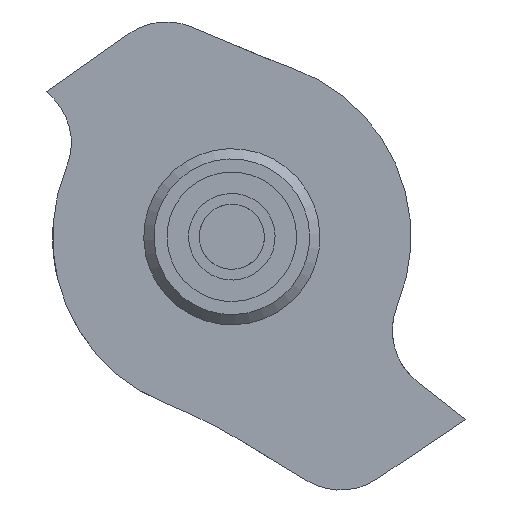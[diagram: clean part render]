
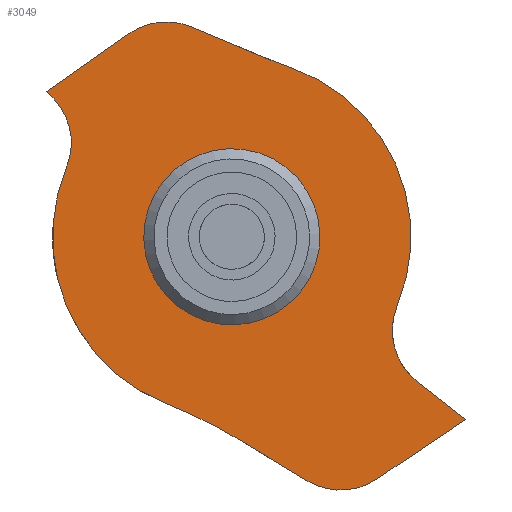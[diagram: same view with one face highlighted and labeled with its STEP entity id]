
A CAD part, left-side view. The second image highlights one B-rep face of the part: STEP entity #3049.
In plain terms, the highlighted planar face has unit normal (-1, 0, 0).
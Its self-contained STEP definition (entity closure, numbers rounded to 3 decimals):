
#179=PLANE('',#3331);
#234=FACE_BOUND('',#588,.T.);
#413=FACE_OUTER_BOUND('',#587,.T.);
#587=EDGE_LOOP('',(#2318,#2319,#2320,#2321,#2322,#2323,#2324,#2325,#2326,
#2327,#2328,#2329,#2330,#2331));
#588=EDGE_LOOP('',(#2332));
#751=CIRCLE('',#3330,63.5);
#752=CIRCLE('',#3332,6.35);
#753=CIRCLE('',#3333,6.35);
#754=CIRCLE('',#3334,17.5);
#755=CIRCLE('',#3335,6.35);
#756=CIRCLE('',#3336,6.35);
#757=CIRCLE('',#3337,17.5);
#758=CIRCLE('',#3338,50.8);
#759=CIRCLE('',#3339,7.95);
#967=LINE('',#7255,#1145);
#972=LINE('',#7270,#1150);
#973=LINE('',#7272,#1151);
#974=LINE('',#7279,#1152);
#975=LINE('',#7281,#1153);
#976=LINE('',#7288,#1154);
#1145=VECTOR('',#3832,10.);
#1150=VECTOR('',#3847,10.);
#1151=VECTOR('',#3848,10.);
#1152=VECTOR('',#3855,10.);
#1153=VECTOR('',#3856,10.);
#1154=VECTOR('',#3863,10.);
#1374=VERTEX_POINT('',#7252);
#1375=VERTEX_POINT('',#7254);
#1377=VERTEX_POINT('',#7262);
#1378=VERTEX_POINT('',#7266);
#1379=VERTEX_POINT('',#7267);
#1380=VERTEX_POINT('',#7269);
#1381=VERTEX_POINT('',#7271);
#1382=VERTEX_POINT('',#7273);
#1383=VERTEX_POINT('',#7276);
#1384=VERTEX_POINT('',#7278);
#1385=VERTEX_POINT('',#7280);
#1386=VERTEX_POINT('',#7282);
#1387=VERTEX_POINT('',#7284);
#1388=VERTEX_POINT('',#7286);
#1389=VERTEX_POINT('',#7289);
#1720=EDGE_CURVE('',#1375,#1374,#967,.T.);
#1724=EDGE_CURVE('',#1377,#1375,#751,.T.);
#1726=EDGE_CURVE('',#1378,#1379,#752,.T.);
#1727=EDGE_CURVE('',#1379,#1380,#972,.T.);
#1728=EDGE_CURVE('',#1380,#1381,#973,.T.);
#1729=EDGE_CURVE('',#1381,#1382,#753,.T.);
#1730=EDGE_CURVE('',#1382,#1377,#754,.T.);
#1731=EDGE_CURVE('',#1374,#1383,#755,.T.);
#1732=EDGE_CURVE('',#1383,#1384,#974,.T.);
#1733=EDGE_CURVE('',#1384,#1385,#975,.T.);
#1734=EDGE_CURVE('',#1385,#1386,#756,.T.);
#1735=EDGE_CURVE('',#1386,#1387,#757,.T.);
#1736=EDGE_CURVE('',#1387,#1388,#758,.T.);
#1737=EDGE_CURVE('',#1388,#1378,#976,.T.);
#1738=EDGE_CURVE('',#1389,#1389,#759,.T.);
#2318=ORIENTED_EDGE('',*,*,#1726,.T.);
#2319=ORIENTED_EDGE('',*,*,#1727,.T.);
#2320=ORIENTED_EDGE('',*,*,#1728,.T.);
#2321=ORIENTED_EDGE('',*,*,#1729,.T.);
#2322=ORIENTED_EDGE('',*,*,#1730,.T.);
#2323=ORIENTED_EDGE('',*,*,#1724,.T.);
#2324=ORIENTED_EDGE('',*,*,#1720,.T.);
#2325=ORIENTED_EDGE('',*,*,#1731,.T.);
#2326=ORIENTED_EDGE('',*,*,#1732,.T.);
#2327=ORIENTED_EDGE('',*,*,#1733,.T.);
#2328=ORIENTED_EDGE('',*,*,#1734,.T.);
#2329=ORIENTED_EDGE('',*,*,#1735,.T.);
#2330=ORIENTED_EDGE('',*,*,#1736,.T.);
#2331=ORIENTED_EDGE('',*,*,#1737,.T.);
#2332=ORIENTED_EDGE('',*,*,#1738,.T.);
#3049=ADVANCED_FACE('',(#413,#234),#179,.F.);
#3330=AXIS2_PLACEMENT_3D('',#7263,#3840,#3841);
#3331=AXIS2_PLACEMENT_3D('',#7265,#3843,#3844);
#3332=AXIS2_PLACEMENT_3D('',#7268,#3845,#3846);
#3333=AXIS2_PLACEMENT_3D('',#7274,#3849,#3850);
#3334=AXIS2_PLACEMENT_3D('',#7275,#3851,#3852);
#3335=AXIS2_PLACEMENT_3D('',#7277,#3853,#3854);
#3336=AXIS2_PLACEMENT_3D('',#7283,#3857,#3858);
#3337=AXIS2_PLACEMENT_3D('',#7285,#3859,#3860);
#3338=AXIS2_PLACEMENT_3D('',#7287,#3861,#3862);
#3339=AXIS2_PLACEMENT_3D('',#7290,#3864,#3865);
#3832=DIRECTION('',(0.,0.904,-0.427));
#3840=DIRECTION('center_axis',(1.,0.,0.));
#3841=DIRECTION('ref_axis',(0.,-0.452,-0.892));
#3843=DIRECTION('center_axis',(1.,0.,0.));
#3844=DIRECTION('ref_axis',(0.,1.,0.));
#3845=DIRECTION('center_axis',(-1.,0.,0.));
#3846=DIRECTION('ref_axis',(0.,-0.758,-0.652));
#3847=DIRECTION('',(0.,-0.142,0.99));
#3848=DIRECTION('',(0.,0.985,-0.174));
#3849=DIRECTION('center_axis',(1.,0.,0.));
#3850=DIRECTION('ref_axis',(0.,0.458,-0.889));
#3851=DIRECTION('center_axis',(-1.,0.,0.));
#3852=DIRECTION('ref_axis',(0.,1.,0.));
#3853=DIRECTION('center_axis',(-1.,0.,0.));
#3854=DIRECTION('ref_axis',(0.,0.811,0.585));
#3855=DIRECTION('',(0.,0.12,-0.993));
#3856=DIRECTION('',(0.,-0.985,0.174));
#3857=DIRECTION('center_axis',(1.,0.,0.));
#3858=DIRECTION('ref_axis',(0.,-0.458,0.889));
#3859=DIRECTION('center_axis',(-1.,0.,0.));
#3860=DIRECTION('ref_axis',(0.,1.,0.));
#3861=DIRECTION('center_axis',(1.,0.,0.));
#3862=DIRECTION('ref_axis',(0.,0.367,0.93));
#3863=DIRECTION('',(0.,-0.957,0.289));
#3864=DIRECTION('center_axis',(1.,0.,0.));
#3865=DIRECTION('ref_axis',(0.,-0.669,0.743));
#7252=CARTESIAN_POINT('',(-67.5,-23.647,68.098));
#7254=CARTESIAN_POINT('',(-67.5,-29.993,71.093));
#7255=CARTESIAN_POINT('',(-67.5,-20.475,66.601));
#7262=CARTESIAN_POINT('',(-67.5,-33.171,72.703));
#7263=CARTESIAN_POINT('Origin',(-67.5,-2.892,128.519));
#7265=CARTESIAN_POINT('Origin',(-67.5,-44.467,57.321));
#7266=CARTESIAN_POINT('',(-67.5,-64.124,46.832));
#7267=CARTESIAN_POINT('',(-67.5,-68.577,52.007));
#7268=CARTESIAN_POINT('Origin',(-67.5,-62.291,52.911));
#7269=CARTESIAN_POINT('',(-67.5,-70.066,62.355));
#7270=CARTESIAN_POINT('',(-67.5,-70.066,62.355));
#7271=CARTESIAN_POINT('',(-67.5,-64.155,61.313));
#7272=CARTESIAN_POINT('',(-67.5,-41.515,57.321));
#7273=CARTESIAN_POINT('',(-67.5,-57.318,64.838));
#7274=CARTESIAN_POINT('Origin',(-67.5,-63.053,67.566));
#7275=CARTESIAN_POINT('Origin',(-67.5,-41.515,57.321));
#7276=CARTESIAN_POINT('',(-67.5,-20.053,63.118));
#7277=CARTESIAN_POINT('Origin',(-67.5,-26.357,62.356));
#7278=CARTESIAN_POINT('',(-67.5,-18.868,53.327));
#7279=CARTESIAN_POINT('',(-67.5,-18.868,53.327));
#7280=CARTESIAN_POINT('',(-67.5,-18.876,53.329));
#7281=CARTESIAN_POINT('',(-67.5,-41.515,57.321));
#7282=CARTESIAN_POINT('',(-67.5,-25.712,49.803));
#7283=CARTESIAN_POINT('Origin',(-67.5,-19.978,47.075));
#7284=CARTESIAN_POINT('',(-67.5,-49.256,41.626));
#7285=CARTESIAN_POINT('Origin',(-67.5,-41.515,57.321));
#7286=CARTESIAN_POINT('',(-67.5,-57.063,44.703));
#7287=CARTESIAN_POINT('Origin',(-67.5,-71.725,-3.935));
#7288=CARTESIAN_POINT('',(-67.5,-68.,48.));
#7289=CARTESIAN_POINT('',(-67.5,-36.196,51.413));
#7290=CARTESIAN_POINT('Origin',(-67.5,-41.515,57.321));
